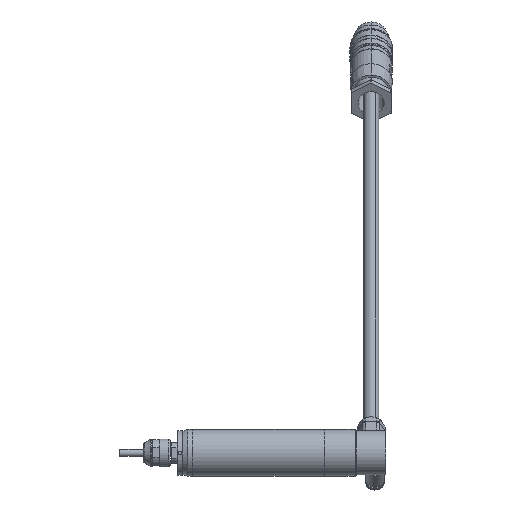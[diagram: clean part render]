
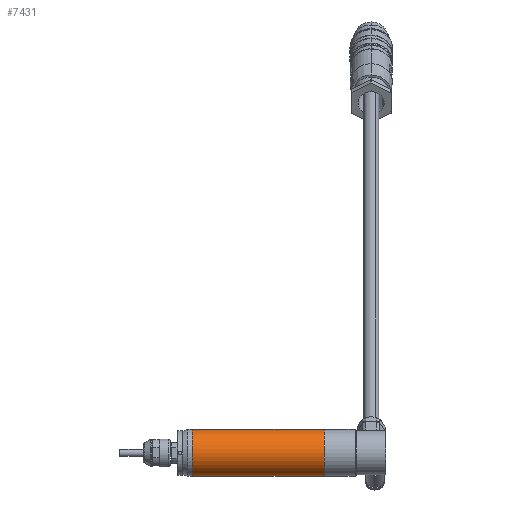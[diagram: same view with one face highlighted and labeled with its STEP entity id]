
A CAD part, front view. The second image highlights one B-rep face of the part: STEP entity #7431.
In plain terms, the highlighted cylindrical face has radius 10 mm (diameter 20 mm), a partial arc.
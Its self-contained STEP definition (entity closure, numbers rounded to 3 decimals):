
#226 = AXIS2_PLACEMENT_3D ( 'NONE', #6745, #5428, #8110 ) ;
#279 = AXIS2_PLACEMENT_3D ( 'NONE', #6095, #2103, #6776 ) ;
#456 = DIRECTION ( 'NONE',  ( -1., 0., 0. ) ) ;
#806 = EDGE_CURVE ( 'NONE', #1446, #7016, #5109, .T. ) ;
#1183 = CARTESIAN_POINT ( 'NONE',  ( 60.1, 0., 10. ) ) ;
#1352 = ORIENTED_EDGE ( 'NONE', *, *, #8496, .F. ) ;
#1446 = VERTEX_POINT ( 'NONE', #7690 ) ;
#2103 = DIRECTION ( 'NONE',  ( -1., 0., 0. ) ) ;
#3208 = CARTESIAN_POINT ( 'NONE',  ( 60.1, 0., 0. ) ) ;
#3416 = CARTESIAN_POINT ( 'NONE',  ( 4., 0., 10. ) ) ;
#3451 = LINE ( 'NONE', #4503, #8637 ) ;
#3803 = CARTESIAN_POINT ( 'NONE',  ( 4., 0., -10. ) ) ;
#3871 = DIRECTION ( 'NONE',  ( 0., 0., 1. ) ) ;
#4503 = CARTESIAN_POINT ( 'NONE',  ( -2.845, 0., 10. ) ) ;
#5109 = CIRCLE ( 'NONE', #6388, 10. ) ;
#5147 = FACE_OUTER_BOUND ( 'NONE', #6018, .T. ) ;
#5273 = EDGE_CURVE ( 'NONE', #7016, #8627, #3451, .T. ) ;
#5428 = DIRECTION ( 'NONE',  ( -1., 0., 0. ) ) ;
#5649 = ORIENTED_EDGE ( 'NONE', *, *, #806, .T. ) ;
#6018 = EDGE_LOOP ( 'NONE', ( #1352, #5649, #7021, #8639 ) ) ;
#6095 = CARTESIAN_POINT ( 'NONE',  ( 4., 0., 0. ) ) ;
#6388 = AXIS2_PLACEMENT_3D ( 'NONE', #3208, #7907, #3871 ) ;
#6542 = CARTESIAN_POINT ( 'NONE',  ( -2.845, 0., -10. ) ) ;
#6707 = CYLINDRICAL_SURFACE ( 'NONE', #226, 10. ) ;
#6745 = CARTESIAN_POINT ( 'NONE',  ( -2.845, 0., 0. ) ) ;
#6776 = DIRECTION ( 'NONE',  ( 0., 0., 1. ) ) ;
#6865 = VECTOR ( 'NONE', #8617, 1000. ) ;
#7016 = VERTEX_POINT ( 'NONE', #1183 ) ;
#7021 = ORIENTED_EDGE ( 'NONE', *, *, #5273, .T. ) ;
#7429 = EDGE_CURVE ( 'NONE', #7636, #8627, #8749, .T. ) ;
#7431 = ADVANCED_FACE ( 'NONE', ( #5147 ), #6707, .T. ) ;
#7636 = VERTEX_POINT ( 'NONE', #3803 ) ;
#7690 = CARTESIAN_POINT ( 'NONE',  ( 60.1, 0., -10. ) ) ;
#7907 = DIRECTION ( 'NONE',  ( -1., 0., 0. ) ) ;
#8110 = DIRECTION ( 'NONE',  ( 0., 0., 1. ) ) ;
#8496 = EDGE_CURVE ( 'NONE', #1446, #7636, #8693, .T. ) ;
#8617 = DIRECTION ( 'NONE',  ( -1., 0., 0. ) ) ;
#8627 = VERTEX_POINT ( 'NONE', #3416 ) ;
#8637 = VECTOR ( 'NONE', #456, 1000. ) ;
#8639 = ORIENTED_EDGE ( 'NONE', *, *, #7429, .F. ) ;
#8693 = LINE ( 'NONE', #6542, #6865 ) ;
#8749 = CIRCLE ( 'NONE', #279, 10. ) ;
